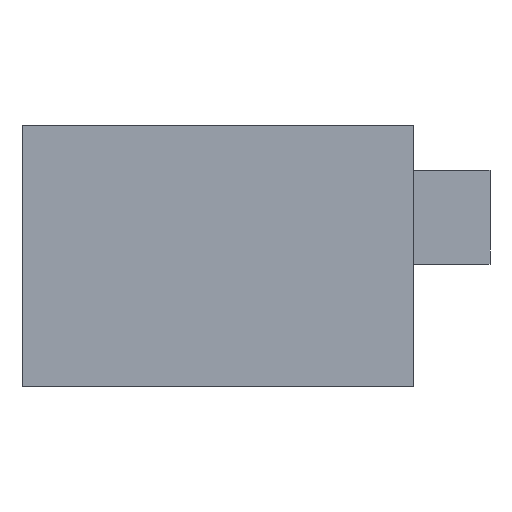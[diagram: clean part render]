
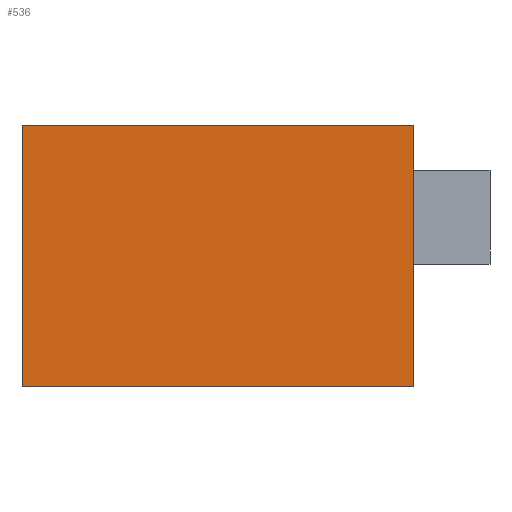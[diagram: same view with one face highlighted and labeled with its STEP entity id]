
A CAD part, front view. The second image highlights one B-rep face of the part: STEP entity #536.
In plain terms, the highlighted planar face has unit normal (0, -1, 0).
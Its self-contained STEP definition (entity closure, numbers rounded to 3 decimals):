
#418=CARTESIAN_POINT('Line Origine',(75.519,-69.046,-5.5)) ;
#422=CARTESIAN_POINT('Vertex',(75.519,-69.046,-78.)) ;
#424=CARTESIAN_POINT('Vertex',(75.519,-69.046,67.)) ;
#493=CARTESIAN_POINT('Vertex',(-141.559,-69.046,-78.)) ;
#496=CARTESIAN_POINT('Line Origine',(-141.559,-69.046,-5.5)) ;
#500=CARTESIAN_POINT('Vertex',(-141.559,-69.046,67.)) ;
#515=CARTESIAN_POINT('Axis2P3D Location',(-141.559,-69.046,0.)) ;
#520=CARTESIAN_POINT('Line Origine',(-33.02,-69.046,-78.)) ;
#525=CARTESIAN_POINT('Line Origine',(-33.02,-69.046,67.)) ;
#419=DIRECTION('Vector Direction',(0.,0.,1.)) ;
#497=DIRECTION('Vector Direction',(0.,0.,1.)) ;
#516=DIRECTION('Axis2P3D Direction',(0.,-1.,0.)) ;
#517=DIRECTION('Axis2P3D XDirection',(1.,0.,0.)) ;
#521=DIRECTION('Vector Direction',(1.,0.,0.)) ;
#526=DIRECTION('Vector Direction',(1.,0.,0.)) ;
#518=AXIS2_PLACEMENT_3D('Plane Axis2P3D',#515,#516,#517) ;
#531=ORIENTED_EDGE('',*,*,#502,.F.) ;
#532=ORIENTED_EDGE('',*,*,#524,.T.) ;
#533=ORIENTED_EDGE('',*,*,#426,.T.) ;
#534=ORIENTED_EDGE('',*,*,#529,.F.) ;
#420=VECTOR('Line Direction',#419,1.) ;
#498=VECTOR('Line Direction',#497,1.) ;
#522=VECTOR('Line Direction',#521,1.) ;
#527=VECTOR('Line Direction',#526,1.) ;
#536=ADVANCED_FACE('PartBody',(#535),#519,.T.) ;
#426=EDGE_CURVE('',#423,#425,#421,.T.) ;
#502=EDGE_CURVE('',#494,#501,#499,.T.) ;
#524=EDGE_CURVE('',#494,#423,#523,.T.) ;
#529=EDGE_CURVE('',#501,#425,#528,.T.) ;
#530=EDGE_LOOP('',(#531,#532,#533,#534)) ;
#535=FACE_OUTER_BOUND('',#530,.T.) ;
#421=LINE('Line',#418,#420) ;
#499=LINE('Line',#496,#498) ;
#523=LINE('Line',#520,#522) ;
#528=LINE('Line',#525,#527) ;
#519=PLANE('Plane',#518) ;
#423=VERTEX_POINT('',#422) ;
#425=VERTEX_POINT('',#424) ;
#494=VERTEX_POINT('',#493) ;
#501=VERTEX_POINT('',#500) ;
